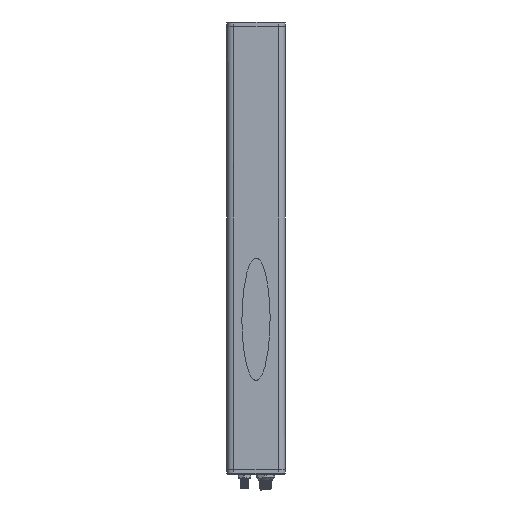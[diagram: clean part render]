
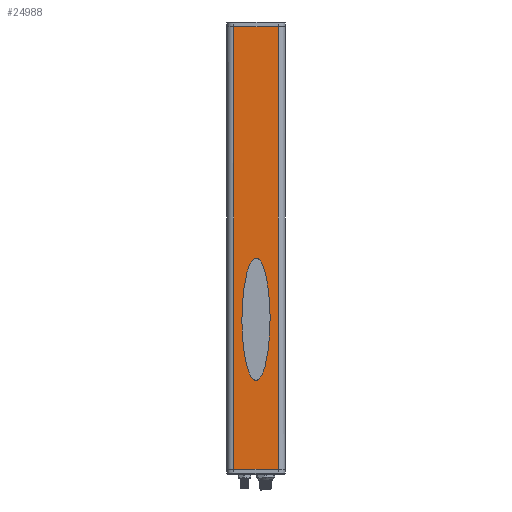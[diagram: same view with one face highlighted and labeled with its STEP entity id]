
A CAD part, front view. The second image highlights one B-rep face of the part: STEP entity #24988.
In plain terms, the highlighted planar face has unit normal (0, -1, 0).
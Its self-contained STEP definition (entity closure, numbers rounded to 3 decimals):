
#3085=DIRECTION('',(1.,0.,0.));
#3086=VECTOR('',#3085,45.4);
#3087=CARTESIAN_POINT('',(-22.7,-16.3,
0.));
#3088=LINE('',#3087,#3086);
#3089=DIRECTION('',(0.,0.,-1.));
#3090=VECTOR('',#3089,452.5);
#3091=CARTESIAN_POINT('',(-22.7,-16.3,452.5));
#3092=LINE('',#3091,#3090);
#3093=DIRECTION('',(-1.,0.,0.));
#3094=VECTOR('',#3093,45.4);
#3095=CARTESIAN_POINT('',(22.7,-16.3,452.5));
#3096=LINE('',#3095,#3094);
#3097=DIRECTION('',(0.,0.,-1.));
#3098=VECTOR('',#3097,452.5);
#3099=CARTESIAN_POINT('',(22.7,-16.3,452.5));
#3100=LINE('',#3099,#3098);
#3101=CARTESIAN_POINT('',(0.,-16.3,91.));
#3102=CARTESIAN_POINT('',(-0.854,-16.3,91.));
#3103=CARTESIAN_POINT('',(-2.184,-16.3,91.491));
#3104=CARTESIAN_POINT('',(-3.99,-16.3,93.311));
#3105=CARTESIAN_POINT('',(-5.342,-16.3,95.285));
#3106=CARTESIAN_POINT('',(-6.668,-16.3,97.88));
#3107=CARTESIAN_POINT('',(-7.946,-16.3,101.09));
#3108=CARTESIAN_POINT('',(-9.155,-16.3,104.888));
#3109=CARTESIAN_POINT('',(-10.271,-16.3,109.227));
#3110=CARTESIAN_POINT('',(-11.278,-16.3,114.041));
#3111=CARTESIAN_POINT('',(-12.159,-16.3,119.249));
#3112=CARTESIAN_POINT('',(-12.904,-16.3,124.76));
#3113=CARTESIAN_POINT('',(-13.506,-16.3,130.476));
#3114=CARTESIAN_POINT('',(-13.964,-16.3,136.3));
#3115=CARTESIAN_POINT('',(-14.228,-16.3,141.166));
#3116=CARTESIAN_POINT('',(-14.371,-16.3,145.023));
#3117=CARTESIAN_POINT('',(-14.447,-16.3,147.89));
#3118=CARTESIAN_POINT('',(-14.483,-16.3,150.249));
#3119=CARTESIAN_POINT('',(-14.498,-16.3,152.115));
#3120=CARTESIAN_POINT('',(-14.501,-16.3,153.5));
#3121=CARTESIAN_POINT('',(-14.498,-16.3,154.885));
#3122=CARTESIAN_POINT('',(-14.483,-16.3,156.751));
#3123=CARTESIAN_POINT('',(-14.447,-16.3,159.11));
#3124=CARTESIAN_POINT('',(-14.371,-16.3,161.977));
#3125=CARTESIAN_POINT('',(-14.228,-16.3,165.834));
#3126=CARTESIAN_POINT('',(-13.964,-16.3,170.7));
#3127=CARTESIAN_POINT('',(-13.506,-16.3,176.524));
#3128=CARTESIAN_POINT('',(-12.904,-16.3,182.24));
#3129=CARTESIAN_POINT('',(-12.159,-16.3,187.751));
#3130=CARTESIAN_POINT('',(-11.278,-16.3,192.959));
#3131=CARTESIAN_POINT('',(-10.271,-16.3,197.773));
#3132=CARTESIAN_POINT('',(-9.155,-16.3,202.112));
#3133=CARTESIAN_POINT('',(-7.946,-16.3,205.91));
#3134=CARTESIAN_POINT('',(-6.668,-16.3,209.12));
#3135=CARTESIAN_POINT('',(-5.342,-16.3,211.715));
#3136=CARTESIAN_POINT('',(-3.99,-16.3,213.689));
#3137=CARTESIAN_POINT('',(-2.184,-16.3,215.509));
#3138=CARTESIAN_POINT('',(-0.854,-16.3,216.));
#3139=CARTESIAN_POINT('',(0.,-16.3,216.));
#3141=CARTESIAN_POINT('',(0.,-16.3,216.));
#3142=CARTESIAN_POINT('',(0.854,-16.3,216.));
#3143=CARTESIAN_POINT('',(2.184,-16.3,215.509));
#3144=CARTESIAN_POINT('',(3.99,-16.3,213.689));
#3145=CARTESIAN_POINT('',(5.342,-16.3,211.715));
#3146=CARTESIAN_POINT('',(6.668,-16.3,209.12));
#3147=CARTESIAN_POINT('',(7.946,-16.3,205.91));
#3148=CARTESIAN_POINT('',(9.155,-16.3,202.112));
#3149=CARTESIAN_POINT('',(10.271,-16.3,197.773));
#3150=CARTESIAN_POINT('',(11.278,-16.3,192.959));
#3151=CARTESIAN_POINT('',(12.159,-16.3,187.751));
#3152=CARTESIAN_POINT('',(12.904,-16.3,182.24));
#3153=CARTESIAN_POINT('',(13.506,-16.3,176.524));
#3154=CARTESIAN_POINT('',(13.964,-16.3,170.7));
#3155=CARTESIAN_POINT('',(14.228,-16.3,165.834));
#3156=CARTESIAN_POINT('',(14.371,-16.3,161.977));
#3157=CARTESIAN_POINT('',(14.447,-16.3,159.11));
#3158=CARTESIAN_POINT('',(14.483,-16.3,156.751));
#3159=CARTESIAN_POINT('',(14.498,-16.3,154.885));
#3160=CARTESIAN_POINT('',(14.501,-16.3,153.5));
#3161=CARTESIAN_POINT('',(14.498,-16.3,152.115));
#3162=CARTESIAN_POINT('',(14.483,-16.3,150.249));
#3163=CARTESIAN_POINT('',(14.447,-16.3,147.89));
#3164=CARTESIAN_POINT('',(14.371,-16.3,145.023));
#3165=CARTESIAN_POINT('',(14.228,-16.3,141.166));
#3166=CARTESIAN_POINT('',(13.964,-16.3,136.3));
#3167=CARTESIAN_POINT('',(13.506,-16.3,130.476));
#3168=CARTESIAN_POINT('',(12.904,-16.3,124.76));
#3169=CARTESIAN_POINT('',(12.159,-16.3,119.249));
#3170=CARTESIAN_POINT('',(11.278,-16.3,114.041));
#3171=CARTESIAN_POINT('',(10.271,-16.3,109.227));
#3172=CARTESIAN_POINT('',(9.155,-16.3,104.888));
#3173=CARTESIAN_POINT('',(7.946,-16.3,101.09));
#3174=CARTESIAN_POINT('',(6.668,-16.3,97.88));
#3175=CARTESIAN_POINT('',(5.342,-16.3,95.285));
#3176=CARTESIAN_POINT('',(3.99,-16.3,93.311));
#3177=CARTESIAN_POINT('',(2.184,-16.3,91.491));
#3178=CARTESIAN_POINT('',(0.854,-16.3,91.));
#3179=CARTESIAN_POINT('',(0.,-16.3,91.));
#19562=CARTESIAN_POINT('',(22.7,-16.3,
452.5));
#19563=CARTESIAN_POINT('',(-22.7,-16.3,452.5));
#19564=VERTEX_POINT('',#19562);
#19565=VERTEX_POINT('',#19563);
#19833=CARTESIAN_POINT('',(-22.7,-16.3,
0.));
#19834=CARTESIAN_POINT('',(22.7,-16.3,0.));
#19835=VERTEX_POINT('',#19833);
#19836=VERTEX_POINT('',#19834);
#21355=VERTEX_POINT('',#3101);
#21356=VERTEX_POINT('',#3139);
#24970=CARTESIAN_POINT('',(-29.7,-16.3,0.));
#24971=DIRECTION('',(0.,-1.,0.));
#24972=DIRECTION('',(1.,0.,0.));
#24973=AXIS2_PLACEMENT_3D('',#24970,#24971,#24972);
#24974=PLANE('',#24973);
#24975=ORIENTED_EDGE('',*,*,#24962,.F.);
#24976=ORIENTED_EDGE('',*,*,#24549,.F.);
#24978=ORIENTED_EDGE('',*,*,#24977,.F.);
#24979=ORIENTED_EDGE('',*,*,#24799,.T.);
#24980=EDGE_LOOP('',(#24975,#24976,#24978,#24979));
#24981=FACE_OUTER_BOUND('',#24980,.F.);
#24983=ORIENTED_EDGE('',*,*,#24982,.F.);
#24985=ORIENTED_EDGE('',*,*,#24984,.F.);
#24986=EDGE_LOOP('',(#24983,#24985));
#24987=FACE_BOUND('',#24986,.F.);
#24988=ADVANCED_FACE('',(#24981,#24987),#24974,.T.);
#3140=B_SPLINE_CURVE_WITH_KNOTS('',3,(#3101,#3102,#3103,#3104,#3105,#3106,#3107,
#3108,#3109,#3110,#3111,#3112,#3113,#3114,#3115,#3116,#3117,#3118,#3119,#3120,
#3121,#3122,#3123,#3124,#3125,#3126,#3127,#3128,#3129,#3130,#3131,#3132,#3133,
#3134,#3135,#3136,#3137,#3138,#3139),.UNSPECIFIED.,.F.,.F.,(4,1,1,1,1,1,1,1,1,1,
1,1,1,1,1,1,1,1,1,1,1,1,1,1,1,1,1,1,1,1,1,1,1,1,1,1,4),(0.,0.063,0.094,
0.125,0.156,0.188,0.219,0.25,0.281,0.313,0.344,
0.375,0.406,0.438,0.453,0.469,0.484,0.492,0.5,
0.508,0.516,0.531,0.547,0.563,0.594,0.625,
0.656,0.688,0.719,0.75,0.781,0.813,0.844,0.875,
0.906,0.938,1.),.UNSPECIFIED.);
#3180=B_SPLINE_CURVE_WITH_KNOTS('',3,(#3141,#3142,#3143,#3144,#3145,#3146,#3147,
#3148,#3149,#3150,#3151,#3152,#3153,#3154,#3155,#3156,#3157,#3158,#3159,#3160,
#3161,#3162,#3163,#3164,#3165,#3166,#3167,#3168,#3169,#3170,#3171,#3172,#3173,
#3174,#3175,#3176,#3177,#3178,#3179),.UNSPECIFIED.,.F.,.F.,(4,1,1,1,1,1,1,1,1,1,
1,1,1,1,1,1,1,1,1,1,1,1,1,1,1,1,1,1,1,1,1,1,1,1,1,1,4),(0.,0.063,0.094,
0.125,0.156,0.188,0.219,0.25,0.281,0.313,0.344,
0.375,0.406,0.438,0.453,0.469,0.484,0.492,0.5,
0.508,0.516,0.531,0.547,0.563,0.594,0.625,
0.656,0.688,0.719,0.75,0.781,0.813,0.844,0.875,
0.906,0.938,1.),.UNSPECIFIED.);
#24549=EDGE_CURVE('',#19565,#19835,#3092,.T.);
#24799=EDGE_CURVE('',#19564,#19836,#3100,.T.);
#24962=EDGE_CURVE('',#19835,#19836,#3088,.T.);
#24977=EDGE_CURVE('',#19564,#19565,#3096,.T.);
#24982=EDGE_CURVE('',#21355,#21356,#3140,.T.);
#24984=EDGE_CURVE('',#21356,#21355,#3180,.T.);
